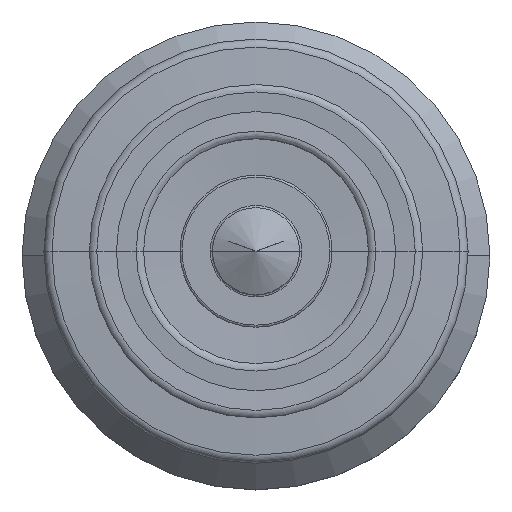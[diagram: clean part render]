
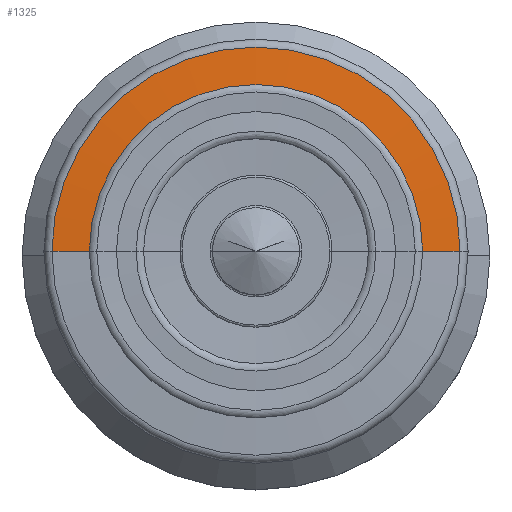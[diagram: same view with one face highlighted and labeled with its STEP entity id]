
A CAD part, top view. The second image highlights one B-rep face of the part: STEP entity #1325.
In plain terms, the highlighted conical face has half-angle 86 degrees and reference radius 15.316 mm.
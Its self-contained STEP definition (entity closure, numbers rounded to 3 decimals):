
#134 = CARTESIAN_POINT ( 'NONE',  ( 0., 0., 257.857 ) ) ;
#167 = CIRCLE ( 'NONE', #292, 18.756 ) ;
#210 = EDGE_CURVE ( 'NONE', #1766, #784, #1710, .T. ) ;
#258 = ORIENTED_EDGE ( 'NONE', *, *, #1067, .T. ) ;
#292 = AXIS2_PLACEMENT_3D ( 'NONE', #134, #311, #1875 ) ;
#311 = DIRECTION ( 'NONE',  ( 0., 0., 1. ) ) ;
#551 = LINE ( 'NONE', #1305, #1769 ) ;
#661 = VERTEX_POINT ( 'NONE', #1843 ) ;
#784 = VERTEX_POINT ( 'NONE', #927 ) ;
#822 = ORIENTED_EDGE ( 'NONE', *, *, #1624, .T. ) ;
#875 = AXIS2_PLACEMENT_3D ( 'NONE', #1818, #1332, #1011 ) ;
#927 = CARTESIAN_POINT ( 'NONE',  ( -18.756, 0., 257.857 ) ) ;
#930 = CARTESIAN_POINT ( 'NONE',  ( 15.316, 0., 258.097 ) ) ;
#972 = CARTESIAN_POINT ( 'NONE',  ( -15.316, 0., 258.097 ) ) ;
#1011 = DIRECTION ( 'NONE',  ( -1., 0., 0. ) ) ;
#1035 = CIRCLE ( 'NONE', #1623, 15.316 ) ;
#1067 = EDGE_CURVE ( 'NONE', #661, #784, #167, .T. ) ;
#1078 = ORIENTED_EDGE ( 'NONE', *, *, #1354, .F. ) ;
#1220 = ORIENTED_EDGE ( 'NONE', *, *, #210, .F. ) ;
#1302 = VECTOR ( 'NONE', #1585, 1000. ) ;
#1305 = CARTESIAN_POINT ( 'NONE',  ( 15.316, 0., 258.097 ) ) ;
#1325 = ADVANCED_FACE ( 'NONE', ( #1431 ), #1602, .T. ) ;
#1332 = DIRECTION ( 'NONE',  ( 0., 0., -1. ) ) ;
#1354 = EDGE_CURVE ( 'NONE', #1449, #1766, #1035, .T. ) ;
#1393 = EDGE_LOOP ( 'NONE', ( #1078, #822, #258, #1220 ) ) ;
#1417 = DIRECTION ( 'NONE',  ( 0.998, 0., -0.07 ) ) ;
#1431 = FACE_OUTER_BOUND ( 'NONE', #1393, .T. ) ;
#1449 = VERTEX_POINT ( 'NONE', #930 ) ;
#1500 = DIRECTION ( 'NONE',  ( 0., 0., 1. ) ) ;
#1569 = CARTESIAN_POINT ( 'NONE',  ( -15.316, 0., 258.097 ) ) ;
#1585 = DIRECTION ( 'NONE',  ( -0.998, 0., -0.07 ) ) ;
#1602 = CONICAL_SURFACE ( 'NONE', #875, 15.316, 1.501 ) ;
#1623 = AXIS2_PLACEMENT_3D ( 'NONE', #1842, #1500, #1683 ) ;
#1624 = EDGE_CURVE ( 'NONE', #1449, #661, #551, .T. ) ;
#1683 = DIRECTION ( 'NONE',  ( 1., 0., 0. ) ) ;
#1710 = LINE ( 'NONE', #1569, #1302 ) ;
#1766 = VERTEX_POINT ( 'NONE', #972 ) ;
#1769 = VECTOR ( 'NONE', #1417, 1000. ) ;
#1818 = CARTESIAN_POINT ( 'NONE',  ( 0., 0., 258.097 ) ) ;
#1842 = CARTESIAN_POINT ( 'NONE',  ( 0., 0., 258.097 ) ) ;
#1843 = CARTESIAN_POINT ( 'NONE',  ( 18.756, 0., 257.857 ) ) ;
#1875 = DIRECTION ( 'NONE',  ( 1., 0., 0. ) ) ;
